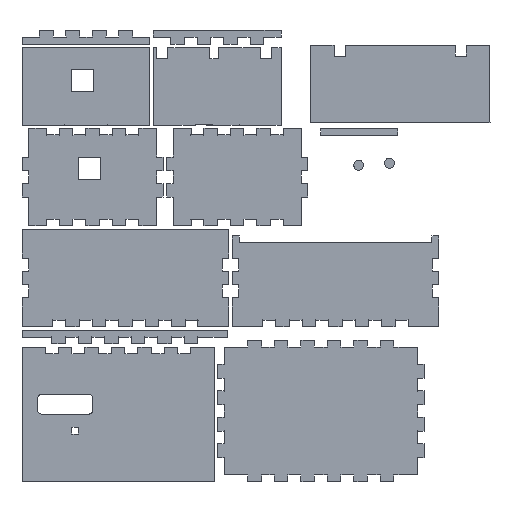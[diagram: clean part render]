
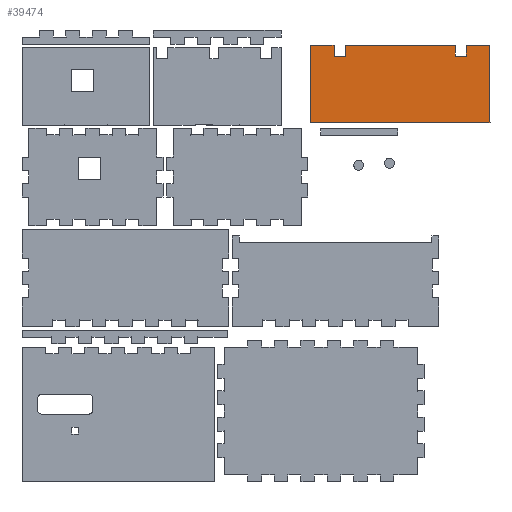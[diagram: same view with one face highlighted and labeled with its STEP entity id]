
A CAD part, top view. The second image highlights one B-rep face of the part: STEP entity #39474.
In plain terms, the highlighted planar face has unit normal (0, 0, 1).
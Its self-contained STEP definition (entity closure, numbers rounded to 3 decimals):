
#1846=FACE_OUTER_BOUND('',#3779,.T.);
#3779=EDGE_LOOP('',(#34926,#34927,#34928,#34929,#34930,#34931,#34932,#34933,
#34934,#34935,#34936,#34937));
#9156=LINE('',#61318,#14829);
#9159=LINE('',#61324,#14832);
#9162=LINE('',#61330,#14835);
#9165=LINE('',#61336,#14838);
#9168=LINE('',#61342,#14841);
#9171=LINE('',#61348,#14844);
#9174=LINE('',#61354,#14847);
#9177=LINE('',#61360,#14850);
#9180=LINE('',#61366,#14853);
#9183=LINE('',#61372,#14856);
#9186=LINE('',#61378,#14859);
#9189=LINE('',#61382,#14862);
#14829=VECTOR('',#50366,10.);
#14832=VECTOR('',#50371,10.);
#14835=VECTOR('',#50376,10.);
#14838=VECTOR('',#50381,10.);
#14841=VECTOR('',#50386,10.);
#14844=VECTOR('',#50391,10.);
#14847=VECTOR('',#50396,10.);
#14850=VECTOR('',#50401,10.);
#14853=VECTOR('',#50406,10.);
#14856=VECTOR('',#50411,10.);
#14859=VECTOR('',#50416,10.);
#14862=VECTOR('',#50421,10.);
#18449=VERTEX_POINT('',#61315);
#18450=VERTEX_POINT('',#61317);
#18452=VERTEX_POINT('',#61323);
#18454=VERTEX_POINT('',#61329);
#18456=VERTEX_POINT('',#61335);
#18458=VERTEX_POINT('',#61341);
#18460=VERTEX_POINT('',#61347);
#18462=VERTEX_POINT('',#61353);
#18464=VERTEX_POINT('',#61359);
#18466=VERTEX_POINT('',#61365);
#18468=VERTEX_POINT('',#61371);
#18470=VERTEX_POINT('',#61377);
#23960=EDGE_CURVE('',#18450,#18449,#9156,.T.);
#23963=EDGE_CURVE('',#18452,#18450,#9159,.T.);
#23966=EDGE_CURVE('',#18454,#18452,#9162,.T.);
#23969=EDGE_CURVE('',#18456,#18454,#9165,.T.);
#23972=EDGE_CURVE('',#18458,#18456,#9168,.T.);
#23975=EDGE_CURVE('',#18460,#18458,#9171,.T.);
#23978=EDGE_CURVE('',#18462,#18460,#9174,.T.);
#23981=EDGE_CURVE('',#18464,#18462,#9177,.T.);
#23984=EDGE_CURVE('',#18466,#18464,#9180,.T.);
#23987=EDGE_CURVE('',#18468,#18466,#9183,.T.);
#23990=EDGE_CURVE('',#18470,#18468,#9186,.T.);
#23993=EDGE_CURVE('',#18449,#18470,#9189,.T.);
#34926=ORIENTED_EDGE('',*,*,#23993,.T.);
#34927=ORIENTED_EDGE('',*,*,#23990,.T.);
#34928=ORIENTED_EDGE('',*,*,#23987,.T.);
#34929=ORIENTED_EDGE('',*,*,#23984,.T.);
#34930=ORIENTED_EDGE('',*,*,#23981,.T.);
#34931=ORIENTED_EDGE('',*,*,#23978,.T.);
#34932=ORIENTED_EDGE('',*,*,#23975,.T.);
#34933=ORIENTED_EDGE('',*,*,#23972,.T.);
#34934=ORIENTED_EDGE('',*,*,#23969,.T.);
#34935=ORIENTED_EDGE('',*,*,#23966,.T.);
#34936=ORIENTED_EDGE('',*,*,#23963,.T.);
#34937=ORIENTED_EDGE('',*,*,#23960,.T.);
#37551=PLANE('',#41435);
#39474=ADVANCED_FACE('',(#1846),#37551,.T.);
#41435=AXIS2_PLACEMENT_3D('',#61383,#50422,#50423);
#50366=DIRECTION('',(-1.,0.,0.));
#50371=DIRECTION('',(0.,1.,0.));
#50376=DIRECTION('',(1.,0.,0.));
#50381=DIRECTION('',(0.,-1.,0.));
#50386=DIRECTION('',(-1.,0.,0.));
#50391=DIRECTION('',(0.,1.,0.));
#50396=DIRECTION('',(-1.,0.,0.));
#50401=DIRECTION('',(0.,-1.,0.));
#50406=DIRECTION('',(-1.,0.,0.));
#50411=DIRECTION('',(0.,1.,0.));
#50416=DIRECTION('',(-1.,0.,0.));
#50421=DIRECTION('',(0.,-1.,0.));
#50422=DIRECTION('center_axis',(0.,0.,1.));
#50423=DIRECTION('ref_axis',(1.,0.,0.));
#61315=CARTESIAN_POINT('',(330.739,316.604,3.));
#61317=CARTESIAN_POINT('',(341.418,316.6,3.));
#61318=CARTESIAN_POINT('',(259.989,316.629,3.));
#61323=CARTESIAN_POINT('',(341.418,281.429,3.));
#61324=CARTESIAN_POINT('',(341.418,316.6,3.));
#61329=CARTESIAN_POINT('',(259.989,281.429,3.));
#61330=CARTESIAN_POINT('',(341.418,281.429,3.));
#61335=CARTESIAN_POINT('',(259.989,316.629,3.));
#61336=CARTESIAN_POINT('',(259.989,281.429,3.));
#61341=CARTESIAN_POINT('',(270.739,316.625,3.));
#61342=CARTESIAN_POINT('',(259.989,316.629,3.));
#61347=CARTESIAN_POINT('',(270.739,311.629,3.));
#61348=CARTESIAN_POINT('',(270.739,316.629,3.));
#61353=CARTESIAN_POINT('',(275.739,311.629,3.));
#61354=CARTESIAN_POINT('',(270.739,311.629,3.));
#61359=CARTESIAN_POINT('',(275.739,316.624,3.));
#61360=CARTESIAN_POINT('',(275.739,311.629,3.));
#61365=CARTESIAN_POINT('',(325.739,316.606,3.));
#61366=CARTESIAN_POINT('',(259.989,316.629,3.));
#61371=CARTESIAN_POINT('',(325.739,311.629,3.));
#61372=CARTESIAN_POINT('',(325.739,311.629,3.));
#61377=CARTESIAN_POINT('',(330.739,311.629,3.));
#61378=CARTESIAN_POINT('',(330.739,311.629,3.));
#61382=CARTESIAN_POINT('',(330.739,316.629,3.));
#61383=CARTESIAN_POINT('Origin',(300.704,299.029,3.));
